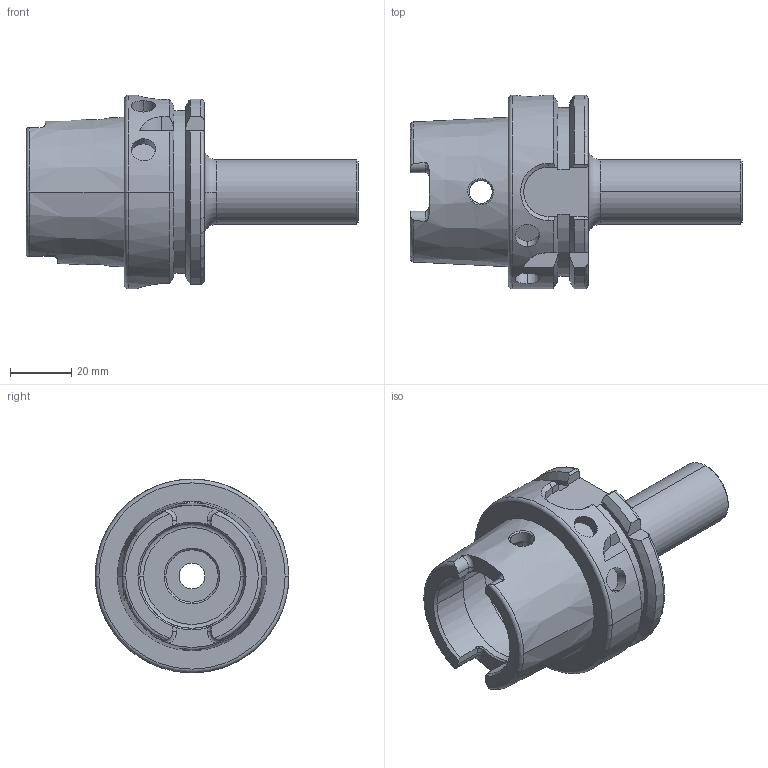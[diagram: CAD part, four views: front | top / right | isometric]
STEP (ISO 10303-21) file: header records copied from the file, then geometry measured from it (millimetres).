
FILE_DESCRIPTION (( 'STEP AP203' ), '1' );
FILE_NAME ('FWA063H-TMS12076.STEP', '2024-09-05T11:00:57', ( '' ), ( '' ), 'SwSTEP 2.0', 'SolidWorks 2024', '' );
FILE_SCHEMA (( 'CONFIG_CONTROL_DESIGN' ));
Length unit declared in the file: millimetre
Products named in the file (2): HSKA63TMS12076WW; FWA063H-TMS12076
Assembly tree (1 placements, depth 2):
  FWA063H-TMS12076
    HSKA63TMS12076WW
Bounding box: 108 x 63 x 63 mm (x, y, z)
Volume: 94302.3 mm3; surface area: 27106.3 mm2
Topology: 1 solids, 1 shells, 168 faces, 429 edges, 268 vertices
Faces by surface type: cylinder 53, plane 51, cone 25, torus 25, bspline 14
Entity records: 6719 total; most frequent: CARTESIAN_POINT 2606, ORIENTED_EDGE 854, DIRECTION 784, EDGE_CURVE 427, AXIS2_PLACEMENT_3D 317, VERTEX_POINT 268, EDGE_LOOP 181, ADVANCED_FACE 168
